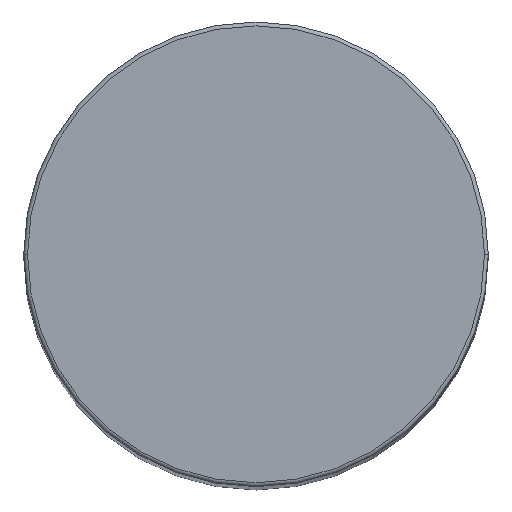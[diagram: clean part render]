
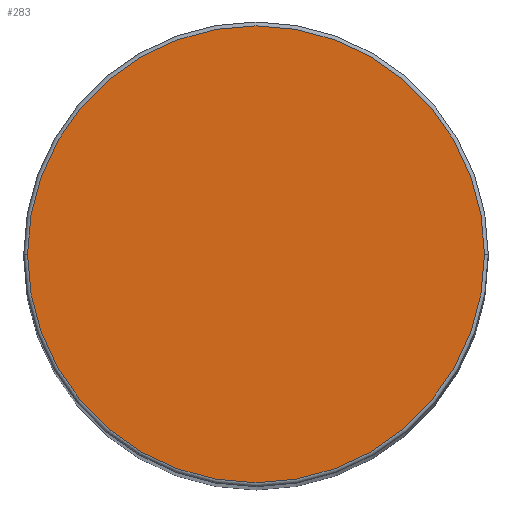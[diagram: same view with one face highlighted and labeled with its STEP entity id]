
A CAD part, top view. The second image highlights one B-rep face of the part: STEP entity #283.
In plain terms, the highlighted planar face has unit normal (0, 0, 1).
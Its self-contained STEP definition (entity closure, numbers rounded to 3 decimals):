
#123=CARTESIAN_POINT('',(0.,0.,50.));
#124=DIRECTION('',(0.,0.,1.));
#125=DIRECTION('',(1.,0.,0.));
#126=AXIS2_PLACEMENT_3D('',#123,#124,#125);
#128=CARTESIAN_POINT('',(0.,0.,50.));
#129=DIRECTION('',(0.,0.,1.));
#130=DIRECTION('',(-1.,0.,0.));
#131=AXIS2_PLACEMENT_3D('',#128,#129,#130);
#152=CARTESIAN_POINT('',(5.9,0.,50.));
#153=CARTESIAN_POINT('',(-5.9,0.,50.));
#154=VERTEX_POINT('',#152);
#155=VERTEX_POINT('',#153);
#273=CARTESIAN_POINT('',(0.,0.,50.));
#274=DIRECTION('',(0.,0.,1.));
#275=DIRECTION('',(1.,0.,0.));
#276=AXIS2_PLACEMENT_3D('',#273,#274,#275);
#277=PLANE('',#276);
#279=ORIENTED_EDGE('',*,*,#278,.F.);
#280=ORIENTED_EDGE('',*,*,#256,.F.);
#281=EDGE_LOOP('',(#279,#280));
#282=FACE_OUTER_BOUND('',#281,.F.);
#283=ADVANCED_FACE('',(#282),#277,.T.);
#127=CIRCLE('',#126,5.9);
#132=CIRCLE('',#131,5.9);
#256=EDGE_CURVE('',#155,#154,#132,.T.);
#278=EDGE_CURVE('',#154,#155,#127,.T.);
